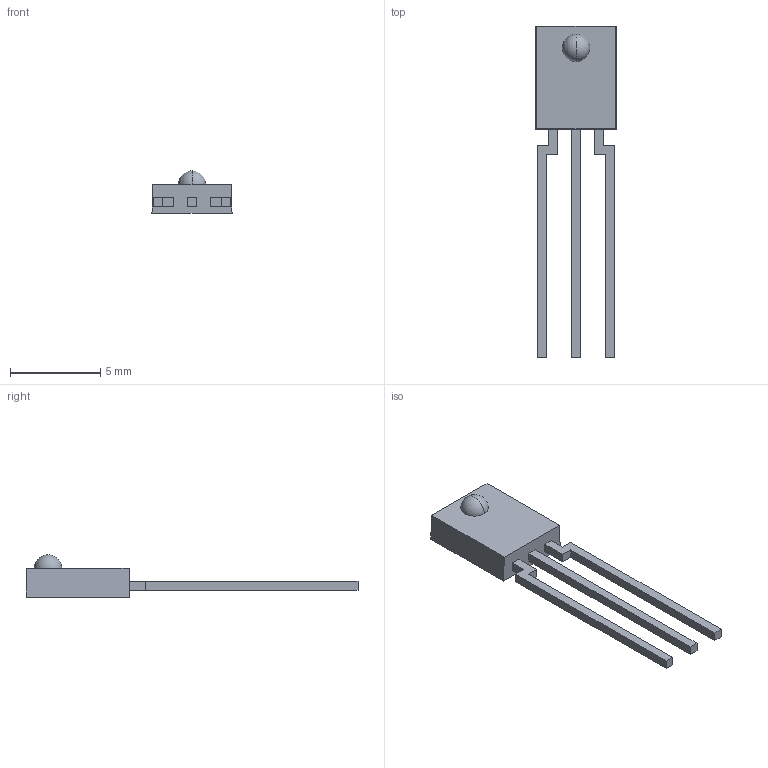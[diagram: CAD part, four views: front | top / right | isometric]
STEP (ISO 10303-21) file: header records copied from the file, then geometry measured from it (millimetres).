
FILE_DESCRIPTION (( 'STEP AP214' ), '1' );
FILE_NAME ('OPL531.STEP', '2021-04-22T14:25:17', ( '' ), ( '' ), 'SwSTEP 2.0', 'SolidWorks 2020', '' );
FILE_SCHEMA (( 'AUTOMOTIVE_DESIGN' ));
Length unit declared in the file: inch
Products named in the file (1): OPL531
Bounding box: 4.45 x 18.41 x 2.35 mm (x, y, z)
Volume: 51.1 mm3; surface area: 164.1 mm2
Topology: 1 solids, 1 shells, 31 faces, 76 edges, 51 vertices
Faces by surface type: plane 29, sphere 2
Entity records: 1319 total; most frequent: CARTESIAN_POINT 159, ORIENTED_EDGE 152, DIRECTION 144, EDGE_CURVE 76, VECTOR 72, LINE 72, VERTEX_POINT 51, AXIS2_PLACEMENT_3D 36
